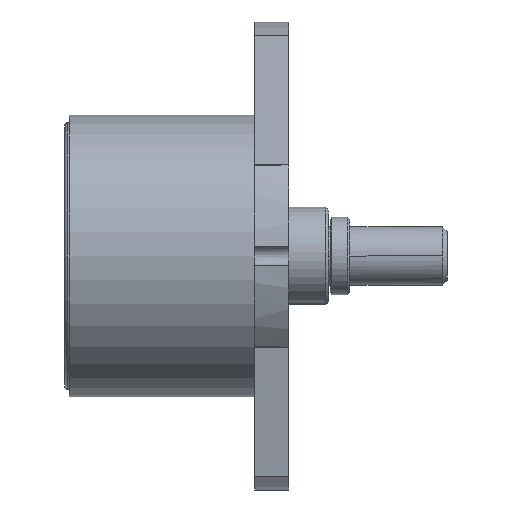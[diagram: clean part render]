
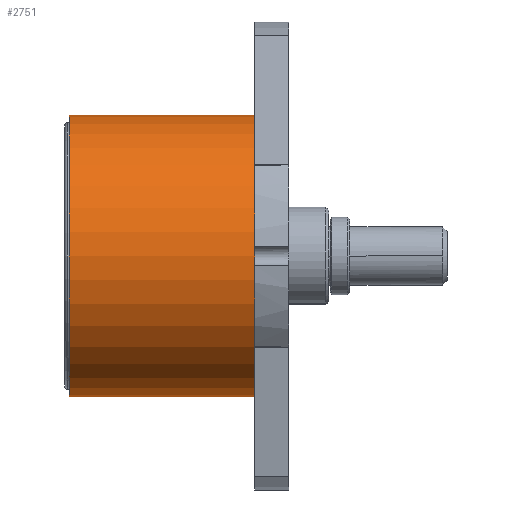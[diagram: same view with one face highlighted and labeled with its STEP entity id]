
A CAD part, left-side view. The second image highlights one B-rep face of the part: STEP entity #2751.
In plain terms, the highlighted cylindrical face has radius 14.45 mm (diameter 28.9 mm), a partial arc.
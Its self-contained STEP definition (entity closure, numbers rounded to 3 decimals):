
#86 = CIRCLE ( 'NONE', #5847, 14.45 ) ;
#160 = FACE_OUTER_BOUND ( 'NONE', #5192, .T. ) ;
#185 = LINE ( 'NONE', #5020, #268 ) ;
#197 = VECTOR ( 'NONE', #4857, 1000. ) ;
#268 = VECTOR ( 'NONE', #4411, 1000. ) ;
#317 = LINE ( 'NONE', #4594, #197 ) ;
#395 = CYLINDRICAL_SURFACE ( 'NONE', #5996, 14.45 ) ;
#494 = CIRCLE ( 'NONE', #5770, 14.45 ) ;
#726 = EDGE_CURVE ( 'NONE', #1544, #1495, #494, .T. ) ;
#751 = EDGE_CURVE ( 'NONE', #1495, #1490, #317, .T. ) ;
#823 = EDGE_CURVE ( 'NONE', #1544, #1445, #185, .T. ) ;
#860 = EDGE_CURVE ( 'NONE', #1445, #1490, #86, .T. ) ;
#1445 = VERTEX_POINT ( 'NONE', #3671 ) ;
#1490 = VERTEX_POINT ( 'NONE', #3663 ) ;
#1495 = VERTEX_POINT ( 'NONE', #3650 ) ;
#1544 = VERTEX_POINT ( 'NONE', #3630 ) ;
#2311 = DIRECTION ( 'NONE',  ( 0., 0., 1. ) ) ;
#2350 = DIRECTION ( 'NONE',  ( 0., 1., 0. ) ) ;
#2598 = CARTESIAN_POINT ( 'NONE',  ( 0., 9.123, 0. ) ) ;
#2751 = ADVANCED_FACE ( 'NONE', ( #160 ), #395, .T. ) ;
#2968 = ORIENTED_EDGE ( 'NONE', *, *, #726, .F. ) ;
#2988 = ORIENTED_EDGE ( 'NONE', *, *, #823, .T. ) ;
#3337 = ORIENTED_EDGE ( 'NONE', *, *, #860, .T. ) ;
#3346 = ORIENTED_EDGE ( 'NONE', *, *, #751, .F. ) ;
#3630 = CARTESIAN_POINT ( 'NONE',  ( 0., 9.123, 14.45 ) ) ;
#3650 = CARTESIAN_POINT ( 'NONE',  ( 0., 9.123, -14.45 ) ) ;
#3663 = CARTESIAN_POINT ( 'NONE',  ( 0., 28.123, -14.45 ) ) ;
#3671 = CARTESIAN_POINT ( 'NONE',  ( 0., 28.123, 14.45 ) ) ;
#4411 = DIRECTION ( 'NONE',  ( 0., 1., 0. ) ) ;
#4594 = CARTESIAN_POINT ( 'NONE',  ( 0., 9.123, -14.45 ) ) ;
#4613 = DIRECTION ( 'NONE',  ( 0., 0., -1. ) ) ;
#4747 = DIRECTION ( 'NONE',  ( 0., -1., 0. ) ) ;
#4770 = DIRECTION ( 'NONE',  ( 0., 0., -1. ) ) ;
#4830 = CARTESIAN_POINT ( 'NONE',  ( 0., 28.123, 0. ) ) ;
#4857 = DIRECTION ( 'NONE',  ( 0., 1., 0. ) ) ;
#4863 = DIRECTION ( 'NONE',  ( 0., -1., 0. ) ) ;
#4866 = CARTESIAN_POINT ( 'NONE',  ( 0., 9.123, 0. ) ) ;
#5020 = CARTESIAN_POINT ( 'NONE',  ( 0., 9.123, 14.45 ) ) ;
#5192 = EDGE_LOOP ( 'NONE', ( #3346, #2968, #2988, #3337 ) ) ;
#5770 = AXIS2_PLACEMENT_3D ( 'NONE', #4866, #4863, #4613 ) ;
#5847 = AXIS2_PLACEMENT_3D ( 'NONE', #4830, #4747, #4770 ) ;
#5996 = AXIS2_PLACEMENT_3D ( 'NONE', #2598, #2350, #2311 ) ;
